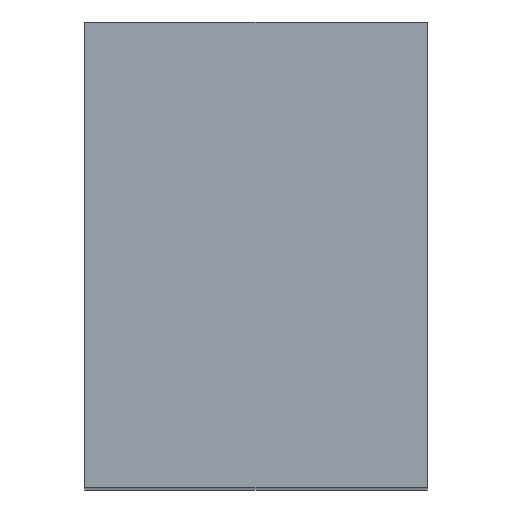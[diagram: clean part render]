
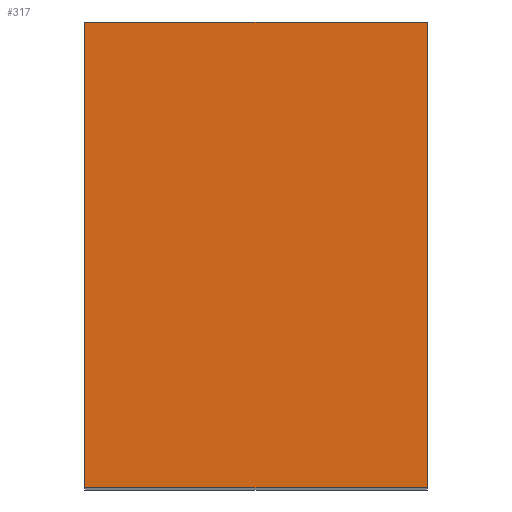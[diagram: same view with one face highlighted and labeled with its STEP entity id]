
A CAD part, top view. The second image highlights one B-rep face of the part: STEP entity #317.
In plain terms, the highlighted planar face has unit normal (0, 0, 1).
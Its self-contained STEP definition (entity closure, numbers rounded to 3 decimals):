
#22=LINE('',#510,#43);
#28=LINE('',#530,#49);
#29=LINE('',#532,#50);
#30=LINE('',#533,#51);
#43=VECTOR('',#412,10.);
#49=VECTOR('',#434,10.);
#50=VECTOR('',#435,10.);
#51=VECTOR('',#436,10.);
#90=FACE_OUTER_BOUND('',#116,.T.);
#116=EDGE_LOOP('',(#250,#251,#252,#253));
#161=VERTEX_POINT('',#507);
#162=VERTEX_POINT('',#509);
#168=VERTEX_POINT('',#529);
#169=VERTEX_POINT('',#531);
#189=EDGE_CURVE('',#161,#162,#22,.T.);
#199=EDGE_CURVE('',#168,#161,#28,.T.);
#200=EDGE_CURVE('',#169,#168,#29,.T.);
#201=EDGE_CURVE('',#169,#162,#30,.T.);
#250=ORIENTED_EDGE('',*,*,#199,.F.);
#251=ORIENTED_EDGE('',*,*,#200,.F.);
#252=ORIENTED_EDGE('',*,*,#201,.T.);
#253=ORIENTED_EDGE('',*,*,#189,.F.);
#300=PLANE('',#364);
#317=ADVANCED_FACE('',(#90),#300,.T.);
#364=AXIS2_PLACEMENT_3D('',#528,#432,#433);
#412=DIRECTION('',(0.,-1.,0.));
#432=DIRECTION('center_axis',(0.,0.,1.));
#433=DIRECTION('ref_axis',(0.,1.,0.));
#434=DIRECTION('',(1.,0.,0.));
#435=DIRECTION('',(0.,1.,0.));
#436=DIRECTION('',(1.,0.,0.));
#507=CARTESIAN_POINT('',(3.,8.5,23.));
#509=CARTESIAN_POINT('',(3.,-8.5,23.));
#510=CARTESIAN_POINT('',(3.,8.5,23.));
#528=CARTESIAN_POINT('Origin',(0.,-8.5,23.));
#529=CARTESIAN_POINT('',(-9.5,8.5,23.));
#530=CARTESIAN_POINT('',(0.,8.5,23.));
#531=CARTESIAN_POINT('',(-9.5,-8.5,23.));
#532=CARTESIAN_POINT('',(-9.5,8.5,23.));
#533=CARTESIAN_POINT('',(0.,-8.5,23.));
